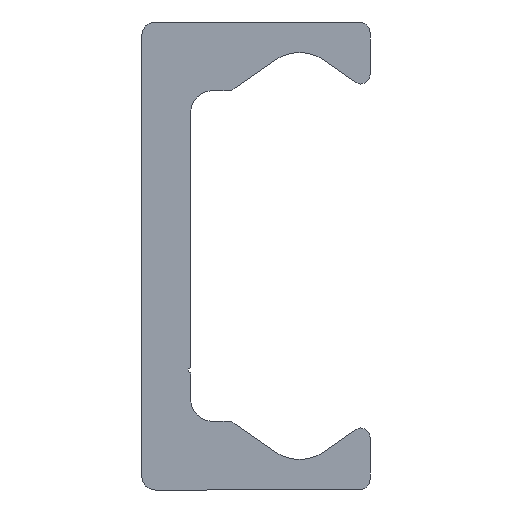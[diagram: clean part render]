
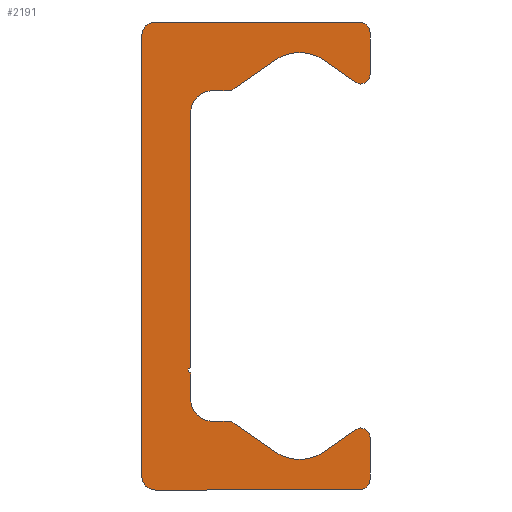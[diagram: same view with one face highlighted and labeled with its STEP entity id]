
A CAD part, left-side view. The second image highlights one B-rep face of the part: STEP entity #2191.
In plain terms, the highlighted planar face has unit normal (-1, 0, 0).
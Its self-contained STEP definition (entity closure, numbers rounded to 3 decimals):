
#1240=CARTESIAN_POINT('',(0.0,9.25,-21.5));
#1241=VERTEX_POINT('',#1240);
#1248=CARTESIAN_POINT('',(0.0,10.5,-20.25));
#1249=VERTEX_POINT('',#1248);
#1250=CARTESIAN_POINT('',(0.0,9.25,-20.25));
#1251=DIRECTION('',(1.0,0.0,0.0));
#1252=DIRECTION('',(0.0,0.0,-1.0));
#1253=AXIS2_PLACEMENT_3D('',#1250,#1251,#1252);
#1254=CIRCLE('',#1253,1.25);
#1255=EDGE_CURVE('',#1241,#1249,#1254,.T.);
#1279=CARTESIAN_POINT('',(0.0,-9.5,-21.5));
#1280=VERTEX_POINT('',#1279);
#1287=CARTESIAN_POINT('',(0.0,-9.5,-21.5));
#1288=DIRECTION('',(0.0,1.0,0.0));
#1289=VECTOR('',#1288,18.75);
#1290=LINE('',#1287,#1289);
#1291=EDGE_CURVE('',#1280,#1241,#1290,.T.);
#1311=CARTESIAN_POINT('',(0.0,-10.5,-20.5));
#1312=VERTEX_POINT('',#1311);
#1319=CARTESIAN_POINT('',(0.0,-9.5,-20.5));
#1320=DIRECTION('',(1.0,0.0,0.0));
#1321=DIRECTION('',(0.0,-1.0,0.0));
#1322=AXIS2_PLACEMENT_3D('',#1319,#1320,#1321);
#1323=CIRCLE('',#1322,1.0);
#1324=EDGE_CURVE('',#1312,#1280,#1323,.T.);
#1343=CARTESIAN_POINT('',(0.0,-10.5,-16.65));
#1344=VERTEX_POINT('',#1343);
#1351=CARTESIAN_POINT('',(0.0,-10.5,-16.65));
#1352=DIRECTION('',(0.0,0.0,-1.0));
#1353=VECTOR('',#1352,3.85);
#1354=LINE('',#1351,#1353);
#1355=EDGE_CURVE('',#1344,#1312,#1354,.T.);
#1375=CARTESIAN_POINT('',(0.0,-9.162,-15.954));
#1376=VERTEX_POINT('',#1375);
#1383=CARTESIAN_POINT('',(0.0,-9.65,-16.65));
#1384=DIRECTION('',(1.0,0.0,0.0));
#1385=DIRECTION('',(0.0,0.574,0.819));
#1386=AXIS2_PLACEMENT_3D('',#1383,#1384,#1385);
#1387=CIRCLE('',#1386,0.85);
#1388=EDGE_CURVE('',#1376,#1344,#1387,.T.);
#1407=CARTESIAN_POINT('',(0.0,-6.294,-17.962));
#1408=VERTEX_POINT('',#1407);
#1415=CARTESIAN_POINT('',(0.0,-6.294,-17.962));
#1416=DIRECTION('',(0.0,-0.819,0.574));
#1417=VECTOR('',#1416,3.501);
#1418=LINE('',#1415,#1417);
#1419=EDGE_CURVE('',#1408,#1376,#1418,.T.);
#1439=CARTESIAN_POINT('',(0.0,-1.706,-17.962));
#1440=VERTEX_POINT('',#1439);
#1447=CARTESIAN_POINT('',(0.0,-4.,-14.685));
#1448=DIRECTION('',(-1.0,0.0,0.0));
#1449=DIRECTION('',(0.0,0.574,0.819));
#1450=AXIS2_PLACEMENT_3D('',#1447,#1448,#1449);
#1451=CIRCLE('',#1450,4.0);
#1452=EDGE_CURVE('',#1440,#1408,#1451,.T.);
#1471=CARTESIAN_POINT('',(0.0,1.981,-15.381));
#1472=VERTEX_POINT('',#1471);
#1479=CARTESIAN_POINT('',(0.0,1.981,-15.381));
#1480=DIRECTION('',(0.0,-0.819,-0.574));
#1481=VECTOR('',#1480,4.5);
#1482=LINE('',#1479,#1481);
#1483=EDGE_CURVE('',#1472,#1440,#1482,.T.);
#1503=CARTESIAN_POINT('',(0.0,2.554,-15.2));
#1504=VERTEX_POINT('',#1503);
#1511=CARTESIAN_POINT('',(0.0,2.554,-16.2));
#1512=DIRECTION('',(1.0,0.0,0.0));
#1513=DIRECTION('',(0.0,0.0,1.0));
#1514=AXIS2_PLACEMENT_3D('',#1511,#1512,#1513);
#1515=CIRCLE('',#1514,1.);
#1516=EDGE_CURVE('',#1504,#1472,#1515,.T.);
#1535=CARTESIAN_POINT('',(0.0,4.0,-15.2));
#1536=VERTEX_POINT('',#1535);
#1543=CARTESIAN_POINT('',(0.0,4.0,-15.2));
#1544=DIRECTION('',(0.0,-1.0,0.0));
#1545=VECTOR('',#1544,1.446);
#1546=LINE('',#1543,#1545);
#1547=EDGE_CURVE('',#1536,#1504,#1546,.T.);
#1567=CARTESIAN_POINT('',(0.0,6.,-13.2));
#1568=VERTEX_POINT('',#1567);
#1575=CARTESIAN_POINT('',(0.0,4.,-13.2));
#1576=DIRECTION('',(-1.0,0.0,0.0));
#1577=DIRECTION('',(0.0,0.0,1.0));
#1578=AXIS2_PLACEMENT_3D('',#1575,#1576,#1577);
#1579=CIRCLE('',#1578,2.0);
#1580=EDGE_CURVE('',#1568,#1536,#1579,.T.);
#1599=CARTESIAN_POINT('',(0.0,6.,-10.75));
#1600=VERTEX_POINT('',#1599);
#1607=CARTESIAN_POINT('',(0.0,6.,-10.75));
#1608=DIRECTION('',(0.0,0.0,-1.0));
#1609=VECTOR('',#1608,2.45);
#1610=LINE('',#1607,#1609);
#1611=EDGE_CURVE('',#1600,#1568,#1610,.T.);
#1631=CARTESIAN_POINT('',(0.0,6.,-10.25));
#1632=VERTEX_POINT('',#1631);
#1639=CARTESIAN_POINT('',(0.0,6.,-10.5));
#1640=DIRECTION('',(-1.0,0.0,0.0));
#1641=DIRECTION('',(0.0,0.0,1.0));
#1642=AXIS2_PLACEMENT_3D('',#1639,#1640,#1641);
#1643=CIRCLE('',#1642,0.25);
#1644=EDGE_CURVE('',#1632,#1600,#1643,.T.);
#1663=CARTESIAN_POINT('',(0.0,6.,13.2));
#1664=VERTEX_POINT('',#1663);
#1671=CARTESIAN_POINT('',(0.0,6.,13.2));
#1672=DIRECTION('',(0.0,0.0,-1.0));
#1673=VECTOR('',#1672,23.45);
#1674=LINE('',#1671,#1673);
#1675=EDGE_CURVE('',#1664,#1632,#1674,.T.);
#1746=CARTESIAN_POINT('',(0.0,4.0,15.2));
#1747=VERTEX_POINT('',#1746);
#1754=CARTESIAN_POINT('',(0.0,4.,13.2));
#1755=DIRECTION('',(-1.0,0.0,0.0));
#1756=DIRECTION('',(0.0,-1.0,0.0));
#1757=AXIS2_PLACEMENT_3D('',#1754,#1755,#1756);
#1758=CIRCLE('',#1757,2.0);
#1759=EDGE_CURVE('',#1747,#1664,#1758,.T.);
#1778=CARTESIAN_POINT('',(0.0,2.554,15.2));
#1779=VERTEX_POINT('',#1778);
#1786=CARTESIAN_POINT('',(0.0,2.554,15.2));
#1787=DIRECTION('',(0.0,1.0,0.0));
#1788=VECTOR('',#1787,1.446);
#1789=LINE('',#1786,#1788);
#1790=EDGE_CURVE('',#1779,#1747,#1789,.T.);
#1810=CARTESIAN_POINT('',(0.0,1.981,15.381));
#1811=VERTEX_POINT('',#1810);
#1818=CARTESIAN_POINT('',(0.0,2.554,16.2));
#1819=DIRECTION('',(1.0,0.0,0.0));
#1820=DIRECTION('',(0.0,-0.574,-0.819));
#1821=AXIS2_PLACEMENT_3D('',#1818,#1819,#1820);
#1822=CIRCLE('',#1821,1.);
#1823=EDGE_CURVE('',#1811,#1779,#1822,.T.);
#1842=CARTESIAN_POINT('',(0.0,-1.706,17.962));
#1843=VERTEX_POINT('',#1842);
#1850=CARTESIAN_POINT('',(0.0,-1.706,17.962));
#1851=DIRECTION('',(0.0,0.819,-0.574));
#1852=VECTOR('',#1851,4.5);
#1853=LINE('',#1850,#1852);
#1854=EDGE_CURVE('',#1843,#1811,#1853,.T.);
#1874=CARTESIAN_POINT('',(0.0,-6.294,17.962));
#1875=VERTEX_POINT('',#1874);
#1882=CARTESIAN_POINT('',(0.0,-4.,14.685));
#1883=DIRECTION('',(-1.0,0.0,0.0));
#1884=DIRECTION('',(0.0,-0.574,-0.819));
#1885=AXIS2_PLACEMENT_3D('',#1882,#1883,#1884);
#1886=CIRCLE('',#1885,4.0);
#1887=EDGE_CURVE('',#1875,#1843,#1886,.T.);
#1906=CARTESIAN_POINT('',(0.0,-9.162,15.954));
#1907=VERTEX_POINT('',#1906);
#1914=CARTESIAN_POINT('',(0.0,-9.162,15.954));
#1915=DIRECTION('',(0.0,0.819,0.574));
#1916=VECTOR('',#1915,3.501);
#1917=LINE('',#1914,#1916);
#1918=EDGE_CURVE('',#1907,#1875,#1917,.T.);
#1938=CARTESIAN_POINT('',(0.0,-10.5,16.65));
#1939=VERTEX_POINT('',#1938);
#1946=CARTESIAN_POINT('',(0.0,-9.65,16.65));
#1947=DIRECTION('',(1.0,0.0,0.0));
#1948=DIRECTION('',(0.0,-1.0,0.0));
#1949=AXIS2_PLACEMENT_3D('',#1946,#1947,#1948);
#1950=CIRCLE('',#1949,0.85);
#1951=EDGE_CURVE('',#1939,#1907,#1950,.T.);
#1970=CARTESIAN_POINT('',(0.0,-10.5,20.5));
#1971=VERTEX_POINT('',#1970);
#1978=CARTESIAN_POINT('',(0.0,-10.5,20.5));
#1979=DIRECTION('',(0.0,0.0,-1.0));
#1980=VECTOR('',#1979,3.85);
#1981=LINE('',#1978,#1980);
#1982=EDGE_CURVE('',#1971,#1939,#1981,.T.);
#2002=CARTESIAN_POINT('',(0.0,-9.5,21.5));
#2003=VERTEX_POINT('',#2002);
#2010=CARTESIAN_POINT('',(0.0,-9.5,20.5));
#2011=DIRECTION('',(1.0,0.0,0.0));
#2012=DIRECTION('',(0.0,0.0,1.0));
#2013=AXIS2_PLACEMENT_3D('',#2010,#2011,#2012);
#2014=CIRCLE('',#2013,1.0);
#2015=EDGE_CURVE('',#2003,#1971,#2014,.T.);
#2034=CARTESIAN_POINT('',(0.0,9.25,21.5));
#2035=VERTEX_POINT('',#2034);
#2042=CARTESIAN_POINT('',(0.0,9.25,21.5));
#2043=DIRECTION('',(0.0,-1.0,0.0));
#2044=VECTOR('',#2043,18.75);
#2045=LINE('',#2042,#2044);
#2046=EDGE_CURVE('',#2035,#2003,#2045,.T.);
#2066=CARTESIAN_POINT('',(0.0,10.5,20.25));
#2067=VERTEX_POINT('',#2066);
#2074=CARTESIAN_POINT('',(0.0,9.25,20.25));
#2075=DIRECTION('',(1.0,0.0,0.0));
#2076=DIRECTION('',(0.0,1.0,0.0));
#2077=AXIS2_PLACEMENT_3D('',#2074,#2075,#2076);
#2078=CIRCLE('',#2077,1.25);
#2079=EDGE_CURVE('',#2067,#2035,#2078,.T.);
#2097=CARTESIAN_POINT('',(0.0,10.5,-20.25));
#2098=DIRECTION('',(0.0,0.0,1.0));
#2099=VECTOR('',#2098,40.5);
#2100=LINE('',#2097,#2099);
#2101=EDGE_CURVE('',#1249,#2067,#2100,.T.);
#2158=CARTESIAN_POINT('',(0.0,2.66,-0.019));
#2159=DIRECTION('',(1.0,0.0,0.0));
#2160=DIRECTION('',(0.0,0.0,-1.0));
#2161=AXIS2_PLACEMENT_3D('',#2158,#2159,#2160);
#2162=PLANE('',#2161);
#2163=ORIENTED_EDGE('',*,*,#2101,.F.);
#2164=ORIENTED_EDGE('',*,*,#1255,.F.);
#2165=ORIENTED_EDGE('',*,*,#1291,.F.);
#2166=ORIENTED_EDGE('',*,*,#1324,.F.);
#2167=ORIENTED_EDGE('',*,*,#1355,.F.);
#2168=ORIENTED_EDGE('',*,*,#1388,.F.);
#2169=ORIENTED_EDGE('',*,*,#1419,.F.);
#2170=ORIENTED_EDGE('',*,*,#1452,.F.);
#2171=ORIENTED_EDGE('',*,*,#1483,.F.);
#2172=ORIENTED_EDGE('',*,*,#1516,.F.);
#2173=ORIENTED_EDGE('',*,*,#1547,.F.);
#2174=ORIENTED_EDGE('',*,*,#1580,.F.);
#2175=ORIENTED_EDGE('',*,*,#1611,.F.);
#2176=ORIENTED_EDGE('',*,*,#1644,.F.);
#2177=ORIENTED_EDGE('',*,*,#1675,.F.);
#2178=ORIENTED_EDGE('',*,*,#1759,.F.);
#2179=ORIENTED_EDGE('',*,*,#1790,.F.);
#2180=ORIENTED_EDGE('',*,*,#1823,.F.);
#2181=ORIENTED_EDGE('',*,*,#1854,.F.);
#2182=ORIENTED_EDGE('',*,*,#1887,.F.);
#2183=ORIENTED_EDGE('',*,*,#1918,.F.);
#2184=ORIENTED_EDGE('',*,*,#1951,.F.);
#2185=ORIENTED_EDGE('',*,*,#1982,.F.);
#2186=ORIENTED_EDGE('',*,*,#2015,.F.);
#2187=ORIENTED_EDGE('',*,*,#2046,.F.);
#2188=ORIENTED_EDGE('',*,*,#2079,.F.);
#2189=EDGE_LOOP('',(#2163,#2164,#2165,#2166,#2167,#2168,#2169,#2170,#2171,#2172,#2173,#2174,#2175,#2176,#2177,#2178,#2179,#2180,#2181,#2182,#2183,#2184,#2185,#2186,#2187,#2188));
#2190=FACE_OUTER_BOUND('',#2189,.T.);
#2191=ADVANCED_FACE('',(#2190),#2162,.F.);
